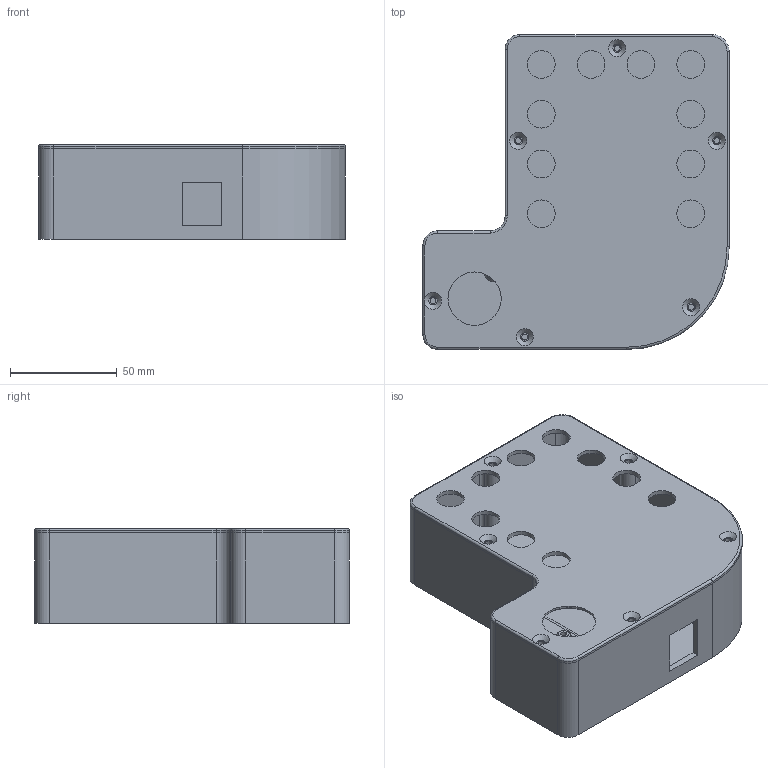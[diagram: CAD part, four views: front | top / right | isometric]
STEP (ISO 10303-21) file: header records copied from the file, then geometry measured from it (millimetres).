
FILE_DESCRIPTION(/* description */ (''),/* implementation_level */ '2;1');
FILE_NAME(/* name */ '4d3c609e-b320-4ff1-a23f-72dd87eaa8b8.stp',/* time_stamp */ '2023-01-09T09:20:45Z',/* author */ (''),/* organization */ (''),/* preprocessor_version */ 'ST-DEVELOPER v19.2',/* originating_system */ 'Autodesk Translation Framework v11.17.0.187',/* authorisation */ '');
FILE_SCHEMA (('AUTOMOTIVE_DESIGN { 1 0 10303 214 3 1 1 }'));
Length unit declared in the file: millimetre
Products named in the file (1): handset
Bounding box: 143.5 x 147.5 x 44.5 mm (x, y, z)
Volume: 195005.3 mm3; surface area: 112707 mm2
Topology: 2 solids, 2 shells, 155 faces, 366 edges, 235 vertices
Faces by surface type: cylinder 75, plane 53, cone 21, torus 6
Full cylindrical faces by diameter (mm): 2.8 x13, 6.6 x4, 7 x3, 13 x10, 25 x1
Entity records: 4630 total; most frequent: DIRECTION 859, CARTESIAN_POINT 773, ORIENTED_EDGE 732, EDGE_CURVE 366, AXIS2_PLACEMENT_3D 339, VERTEX_POINT 235, EDGE_LOOP 211, CIRCLE 183
